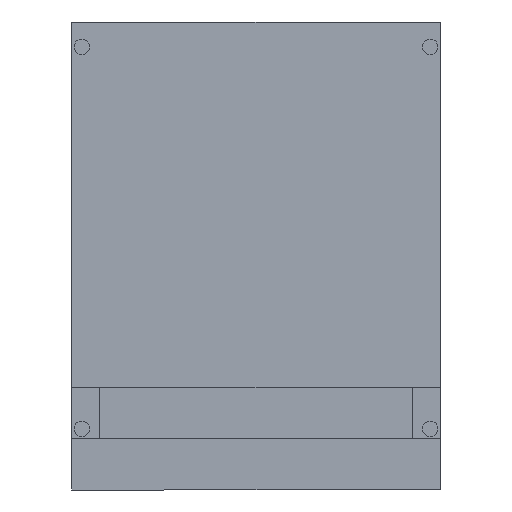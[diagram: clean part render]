
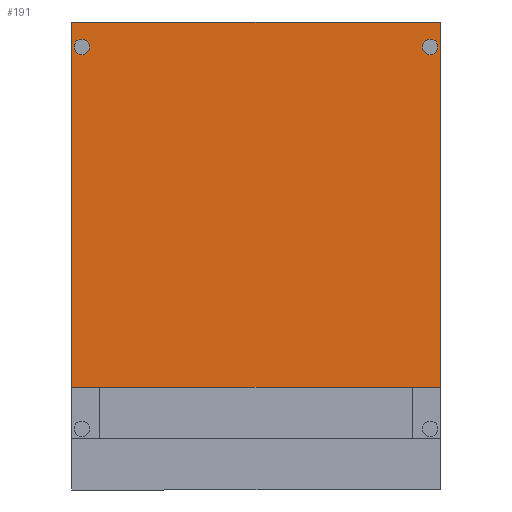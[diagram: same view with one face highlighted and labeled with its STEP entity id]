
A CAD part, front view. The second image highlights one B-rep face of the part: STEP entity #191.
In plain terms, the highlighted planar face has unit normal (0, -1, 0).
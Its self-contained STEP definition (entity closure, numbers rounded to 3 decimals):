
#47 = CARTESIAN_POINT ( 'NONE',  ( -295., 0., -292.5 ) ) ;
#191 = ADVANCED_FACE ( 'NONE', ( #6135 ), #5875, .T. ) ;
#283 = CARTESIAN_POINT ( 'NONE',  ( 295., 0., 292.5 ) ) ;
#356 = AXIS2_PLACEMENT_3D ( 'NONE', #626, #2560, #673 ) ;
#503 = ORIENTED_EDGE ( 'NONE', *, *, #3420, .F. ) ;
#626 = CARTESIAN_POINT ( 'NONE',  ( 0., 0., 0. ) ) ;
#673 = DIRECTION ( 'NONE',  ( 0., 0., -1. ) ) ;
#787 = VECTOR ( 'NONE', #1647, 1000. ) ;
#804 = LINE ( 'NONE', #2436, #5745 ) ;
#916 = EDGE_CURVE ( 'NONE', #4230, #1665, #804, .T. ) ;
#1121 = CARTESIAN_POINT ( 'NONE',  ( -295., 0., 292.5 ) ) ;
#1332 = CARTESIAN_POINT ( 'NONE',  ( 295., 0., -292.5 ) ) ;
#1423 = ORIENTED_EDGE ( 'NONE', *, *, #5818, .F. ) ;
#1424 = VERTEX_POINT ( 'NONE', #283 ) ;
#1494 = CARTESIAN_POINT ( 'NONE',  ( -295., 0., 292.5 ) ) ;
#1616 = CARTESIAN_POINT ( 'NONE',  ( 295., 0., 292.5 ) ) ;
#1647 = DIRECTION ( 'NONE',  ( 1., 0., 0. ) ) ;
#1665 = VERTEX_POINT ( 'NONE', #47 ) ;
#1690 = LINE ( 'NONE', #1494, #5375 ) ;
#1940 = ORIENTED_EDGE ( 'NONE', *, *, #4514, .F. ) ;
#2151 = CARTESIAN_POINT ( 'NONE',  ( -295., 0., 292.5 ) ) ;
#2406 = LINE ( 'NONE', #2151, #787 ) ;
#2436 = CARTESIAN_POINT ( 'NONE',  ( -295., 0., -292.5 ) ) ;
#2560 = DIRECTION ( 'NONE',  ( 0., -1., 0. ) ) ;
#2974 = DIRECTION ( 'NONE',  ( 0., 0., 1. ) ) ;
#3420 = EDGE_CURVE ( 'NONE', #1424, #4230, #4420, .T. ) ;
#4230 = VERTEX_POINT ( 'NONE', #1332 ) ;
#4420 = LINE ( 'NONE', #1616, #6065 ) ;
#4444 = DIRECTION ( 'NONE',  ( 0., 0., -1. ) ) ;
#4514 = EDGE_CURVE ( 'NONE', #1665, #4810, #1690, .T. ) ;
#4760 = ORIENTED_EDGE ( 'NONE', *, *, #916, .F. ) ;
#4772 = DIRECTION ( 'NONE',  ( -1., 0., 0. ) ) ;
#4810 = VERTEX_POINT ( 'NONE', #1121 ) ;
#5375 = VECTOR ( 'NONE', #2974, 1000. ) ;
#5745 = VECTOR ( 'NONE', #4772, 1000. ) ;
#5818 = EDGE_CURVE ( 'NONE', #4810, #1424, #2406, .T. ) ;
#5875 = PLANE ( 'NONE',  #356 ) ;
#5909 = EDGE_LOOP ( 'NONE', ( #503, #1423, #1940, #4760 ) ) ;
#6065 = VECTOR ( 'NONE', #4444, 1000. ) ;
#6135 = FACE_OUTER_BOUND ( 'NONE', #5909, .T. ) ;
